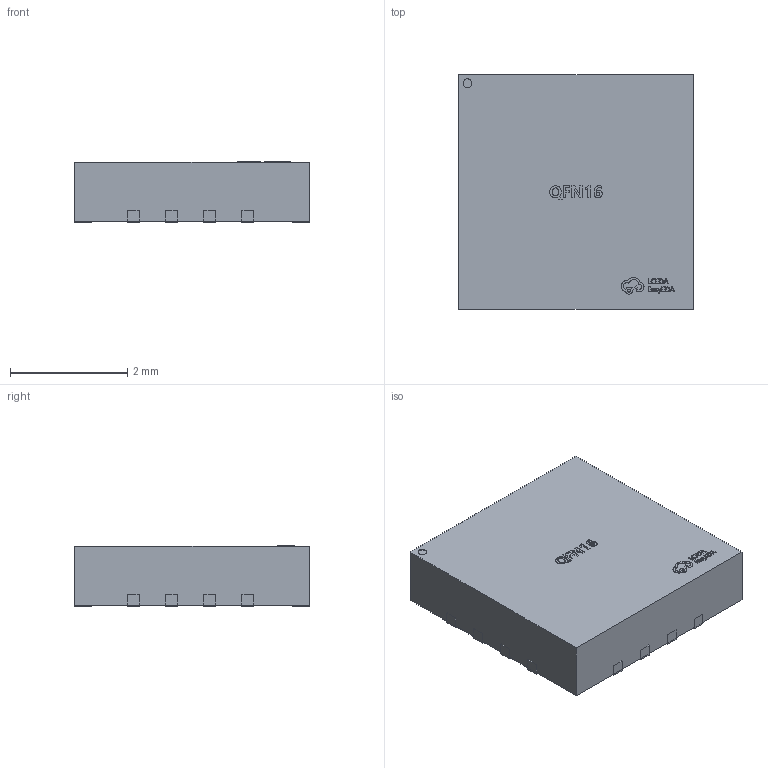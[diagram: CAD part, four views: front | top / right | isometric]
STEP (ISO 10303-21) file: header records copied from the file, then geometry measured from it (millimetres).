
FILE_DESCRIPTION (( 'STEP AP214' ), '1' );
FILE_NAME ('QFN-16_L4.0-W4.0-H1.0-P0.65.step', '2022-07-15T02:53:51', ( '' ), ( '' ), 'SwSTEP 2.0', 'SolidWorks 2020', '' );
FILE_SCHEMA (( 'AUTOMOTIVE_DESIGN' ));
Length unit declared in the file: millimetre
Products named in the file (1): QFN-16_L4.0-W4.0-H1.0-P0.65
Bounding box: 4.02 x 4.02 x 1.03 mm (x, y, z)
Volume: 16.2 mm3; surface area: 52.8 mm2
Topology: 17 solids, 17 shells, 455 faces, 1161 edges, 774 vertices
Faces by surface type: plane 297, bspline 140, cylinder 18
Entity records: 21426 total; most frequent: CARTESIAN_POINT 6131, ORIENTED_EDGE 2322, DIRECTION 1545, EDGE_CURVE 1161, LINE 841, VECTOR 841, VERTEX_POINT 774, EDGE_LOOP 489
